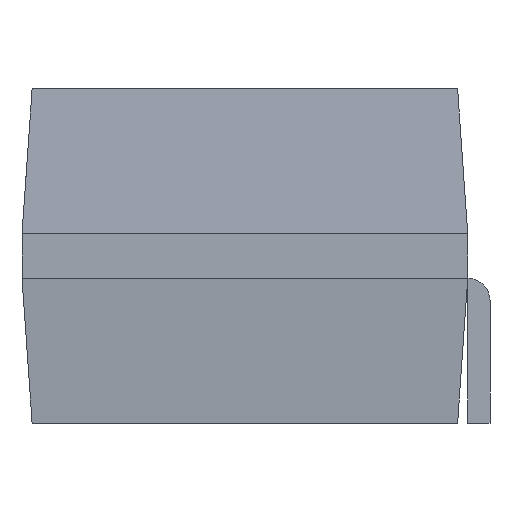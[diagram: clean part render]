
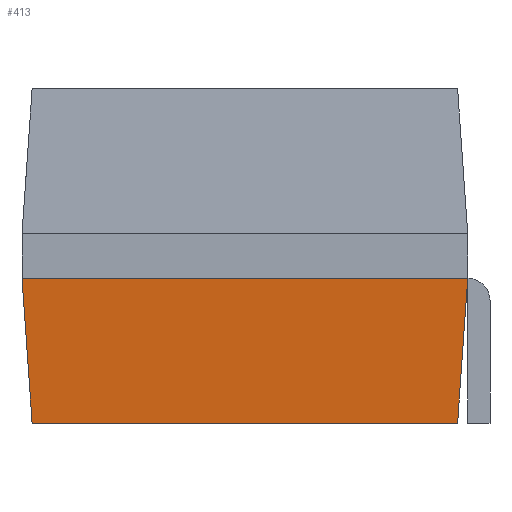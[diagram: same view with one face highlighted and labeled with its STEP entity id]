
A CAD part, left-side view. The second image highlights one B-rep face of the part: STEP entity #413.
In plain terms, the highlighted planar face has unit normal (-0.998, 0, -0.07).
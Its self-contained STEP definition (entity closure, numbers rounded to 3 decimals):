
#15 = ORIENTED_EDGE ( 'NONE', *, *, #456, .F. ) ;
#51 = VECTOR ( 'NONE', #1441, 1000. ) ;
#70 = CARTESIAN_POINT ( 'NONE',  ( -2., 1., -0.2 ) ) ;
#91 = VERTEX_POINT ( 'NONE', #1551 ) ;
#144 = CARTESIAN_POINT ( 'NONE',  ( -2., -1., -0.2 ) ) ;
#205 = CARTESIAN_POINT ( 'NONE',  ( -2., -1., -0.2 ) ) ;
#208 = DIRECTION ( 'NONE',  ( -0.998, 0., -0.07 ) ) ;
#218 = DIRECTION ( 'NONE',  ( 0., 1., 0. ) ) ;
#376 = PLANE ( 'NONE',  #488 ) ;
#413 = ADVANCED_FACE ( 'NONE', ( #1776 ), #376, .T. ) ;
#422 = VECTOR ( 'NONE', #218, 1000. ) ;
#440 = VERTEX_POINT ( 'NONE', #70 ) ;
#456 = EDGE_CURVE ( 'NONE', #91, #1633, #800, .T. ) ;
#488 = AXIS2_PLACEMENT_3D ( 'NONE', #531, #208, #1065 ) ;
#494 = LINE ( 'NONE', #205, #1502 ) ;
#531 = CARTESIAN_POINT ( 'NONE',  ( -2., -1., -0.2 ) ) ;
#540 = LINE ( 'NONE', #806, #1500 ) ;
#629 = ORIENTED_EDGE ( 'NONE', *, *, #866, .T. ) ;
#800 = LINE ( 'NONE', #1767, #422 ) ;
#806 = CARTESIAN_POINT ( 'NONE',  ( -2., 1., -0.2 ) ) ;
#866 = EDGE_CURVE ( 'NONE', #440, #1633, #540, .T. ) ;
#884 = CARTESIAN_POINT ( 'NONE',  ( -1.955, 0.955, -0.85 ) ) ;
#929 = DIRECTION ( 'NONE',  ( 0., 1., 0. ) ) ;
#1047 = VERTEX_POINT ( 'NONE', #144 ) ;
#1065 = DIRECTION ( 'NONE',  ( -0.07, 0., 0.998 ) ) ;
#1150 = ORIENTED_EDGE ( 'NONE', *, *, #1455, .T. ) ;
#1346 = EDGE_CURVE ( 'NONE', #1047, #440, #494, .T. ) ;
#1368 = DIRECTION ( 'NONE',  ( 0.07, -0.07, -0.995 ) ) ;
#1441 = DIRECTION ( 'NONE',  ( -0.07, -0.07, 0.995 ) ) ;
#1455 = EDGE_CURVE ( 'NONE', #91, #1047, #1682, .T. ) ;
#1500 = VECTOR ( 'NONE', #1368, 1000. ) ;
#1502 = VECTOR ( 'NONE', #929, 1000. ) ;
#1544 = CARTESIAN_POINT ( 'NONE',  ( -1.955, -0.955, -0.85 ) ) ;
#1551 = CARTESIAN_POINT ( 'NONE',  ( -1.955, -0.955, -0.85 ) ) ;
#1633 = VERTEX_POINT ( 'NONE', #884 ) ;
#1682 = LINE ( 'NONE', #1544, #51 ) ;
#1715 = ORIENTED_EDGE ( 'NONE', *, *, #1346, .T. ) ;
#1767 = CARTESIAN_POINT ( 'NONE',  ( -1.955, 0., -0.85 ) ) ;
#1776 = FACE_OUTER_BOUND ( 'NONE', #1790, .T. ) ;
#1790 = EDGE_LOOP ( 'NONE', ( #15, #1150, #1715, #629 ) ) ;
